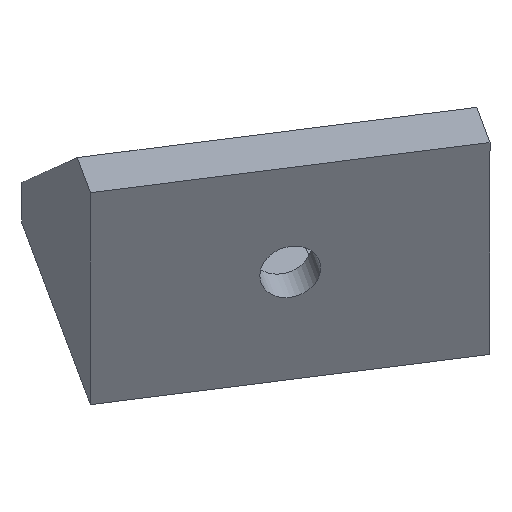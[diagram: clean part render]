
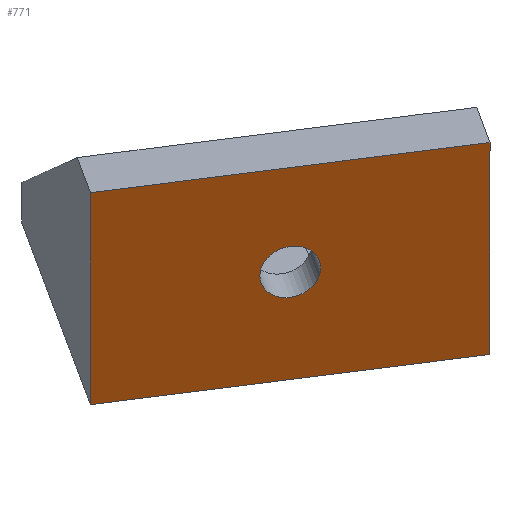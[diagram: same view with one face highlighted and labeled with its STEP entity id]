
A CAD part, isometric view. The second image highlights one B-rep face of the part: STEP entity #771.
In plain terms, the highlighted planar face has unit normal (-0.541, -0.841, 0).
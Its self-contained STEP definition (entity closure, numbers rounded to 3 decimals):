
#33=FACE_BOUND('',#137,.T.);
#48=CIRCLE('',#839,3.);
#89=FACE_OUTER_BOUND('',#136,.T.);
#136=EDGE_LOOP('',(#668,#669,#670,#671));
#137=EDGE_LOOP('',(#672));
#224=LINE('',#1251,#312);
#227=LINE('',#1256,#315);
#229=LINE('',#1260,#317);
#231=LINE('',#1263,#319);
#312=VECTOR('',#1033,10.);
#315=VECTOR('',#1038,10.);
#317=VECTOR('',#1042,10.);
#319=VECTOR('',#1046,10.);
#381=VERTEX_POINT('',#1245);
#382=VERTEX_POINT('',#1249);
#383=VERTEX_POINT('',#1250);
#384=VERTEX_POINT('',#1255);
#385=VERTEX_POINT('',#1259);
#480=EDGE_CURVE('',#381,#381,#48,.T.);
#481=EDGE_CURVE('',#382,#383,#224,.T.);
#484=EDGE_CURVE('',#383,#384,#227,.T.);
#486=EDGE_CURVE('',#385,#384,#229,.T.);
#488=EDGE_CURVE('',#382,#385,#231,.T.);
#668=ORIENTED_EDGE('',*,*,#488,.T.);
#669=ORIENTED_EDGE('',*,*,#486,.T.);
#670=ORIENTED_EDGE('',*,*,#484,.F.);
#671=ORIENTED_EDGE('',*,*,#481,.F.);
#672=ORIENTED_EDGE('',*,*,#480,.T.);
#729=PLANE('',#843);
#771=ADVANCED_FACE('',(#89,#33),#729,.T.);
#839=AXIS2_PLACEMENT_3D('',#1247,#1029,#1030);
#843=AXIS2_PLACEMENT_3D('',#1262,#1044,#1045);
#1029=DIRECTION('center_axis',(0.541,0.841,0.));
#1030=DIRECTION('ref_axis',(0.841,-0.541,0.));
#1033=DIRECTION('',(0.,0.,1.));
#1038=DIRECTION('',(0.841,-0.541,0.));
#1042=DIRECTION('',(0.,0.,1.));
#1044=DIRECTION('center_axis',(-0.541,-0.841,0.));
#1045=DIRECTION('ref_axis',(0.841,-0.541,0.));
#1046=DIRECTION('',(0.841,-0.541,0.));
#1245=CARTESIAN_POINT('',(-77.501,-285.044,15.9));
#1247=CARTESIAN_POINT('Origin',(-74.977,-286.666,15.9));
#1249=CARTESIAN_POINT('',(-91.542,-276.02,3.2));
#1250=CARTESIAN_POINT('',(-91.542,-276.02,28.2));
#1251=CARTESIAN_POINT('',(-91.542,-276.02,3.2));
#1255=CARTESIAN_POINT('',(-58.412,-297.312,28.2));
#1256=CARTESIAN_POINT('',(-87.672,-278.507,28.2));
#1259=CARTESIAN_POINT('',(-58.412,-297.312,3.2));
#1260=CARTESIAN_POINT('',(-58.412,-297.312,3.2));
#1262=CARTESIAN_POINT('Origin',(-74.977,-286.666,15.7));
#1263=CARTESIAN_POINT('',(-91.751,-275.886,3.2));
